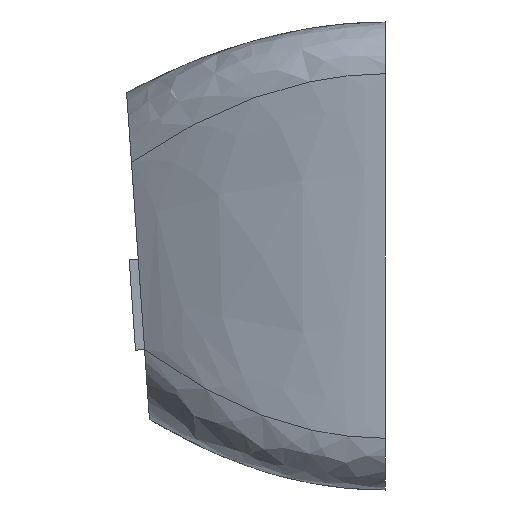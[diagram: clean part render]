
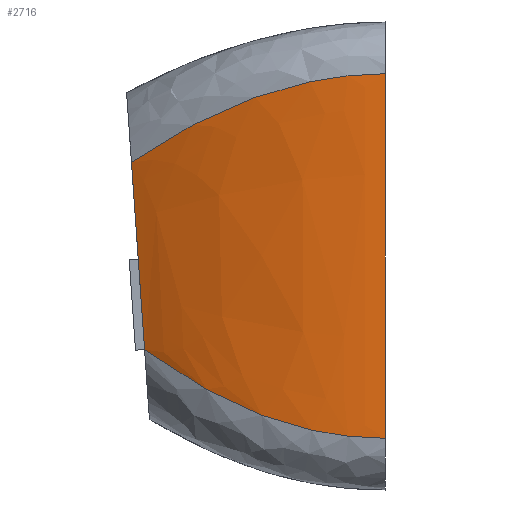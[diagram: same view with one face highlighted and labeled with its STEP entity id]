
A CAD part, left-side view. The second image highlights one B-rep face of the part: STEP entity #2716.
In plain terms, the highlighted free-form (B-spline) face has degree [3, 3] with [4, 4] control points.
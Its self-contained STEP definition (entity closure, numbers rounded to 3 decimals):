
#92=B_SPLINE_CURVE_WITH_KNOTS('',3,(#4733,#4734,#4735,#4736),
 .UNSPECIFIED.,.F.,.F.,(4,4),(0.,1.),.UNSPECIFIED.);
#94=B_SPLINE_CURVE_WITH_KNOTS('',3,(#4757,#4758,#4759,#4760),
 .UNSPECIFIED.,.F.,.F.,(4,4),(0.,1.),.UNSPECIFIED.);
#127=B_SPLINE_SURFACE_WITH_KNOTS('',3,3,((#4741,#4742,#4743,#4744),(#4745,
#4746,#4747,#4748),(#4749,#4750,#4751,#4752),(#4753,#4754,#4755,#4756)),
 .UNSPECIFIED.,.F.,.F.,.F.,(4,4),(4,4),(0.,1.),(0.,1.),.UNSPECIFIED.);
#201=FACE_OUTER_BOUND('',#353,.T.);
#353=EDGE_LOOP('',(#2105,#2106,#2107,#2108));
#565=LINE('',#4684,#884);
#572=LINE('',#4712,#891);
#884=VECTOR('',#3161,10.);
#891=VECTOR('',#3184,10.);
#1193=VERTEX_POINT('',#4681);
#1194=VERTEX_POINT('',#4683);
#1201=VERTEX_POINT('',#4698);
#1207=VERTEX_POINT('',#4710);
#1516=EDGE_CURVE('',#1193,#1194,#565,.T.);
#1530=EDGE_CURVE('',#1201,#1207,#572,.T.);
#1531=EDGE_CURVE('',#1201,#1193,#92,.T.);
#1533=EDGE_CURVE('',#1207,#1194,#94,.T.);
#2105=ORIENTED_EDGE('',*,*,#1530,.T.);
#2106=ORIENTED_EDGE('',*,*,#1533,.T.);
#2107=ORIENTED_EDGE('',*,*,#1516,.F.);
#2108=ORIENTED_EDGE('',*,*,#1531,.F.);
#2716=ADVANCED_FACE('',(#201),#127,.T.);
#3161=DIRECTION('',(0.,0.,-1.));
#3184=DIRECTION('',(0.,-0.07,-0.998));
#4681=CARTESIAN_POINT('',(0.,0.,16.1));
#4683=CARTESIAN_POINT('',(0.,0.,2.));
#4684=CARTESIAN_POINT('',(0.,0.,16.1));
#4698=CARTESIAN_POINT('',(2.7,9.82,12.669));
#4710=CARTESIAN_POINT('',(2.7,9.314,5.431));
#4712=CARTESIAN_POINT('',(2.7,9.82,12.669));
#4733=CARTESIAN_POINT('Ctrl Pts',(2.7,9.82,12.669));
#4734=CARTESIAN_POINT('Ctrl Pts',(0.9,6.547,14.956));
#4735=CARTESIAN_POINT('Ctrl Pts',(0.,3.189,
16.1));
#4736=CARTESIAN_POINT('Ctrl Pts',(0.,0.,16.1));
#4741=CARTESIAN_POINT('Ctrl Pts',(2.7,9.82,12.669));
#4742=CARTESIAN_POINT('Ctrl Pts',(0.9,6.547,14.956));
#4743=CARTESIAN_POINT('Ctrl Pts',(0.,3.189,
16.1));
#4744=CARTESIAN_POINT('Ctrl Pts',(0.,0.,16.1));
#4745=CARTESIAN_POINT('Ctrl Pts',(2.7,9.722,11.259));
#4746=CARTESIAN_POINT('Ctrl Pts',(0.939,6.481,13.324));
#4747=CARTESIAN_POINT('Ctrl Pts',(0.,3.189,
15.053));
#4748=CARTESIAN_POINT('Ctrl Pts',(0.,0.,15.053));
#4749=CARTESIAN_POINT('Ctrl Pts',(2.7,9.413,6.841));
#4750=CARTESIAN_POINT('Ctrl Pts',(0.939,6.275,4.776));
#4751=CARTESIAN_POINT('Ctrl Pts',(0.,3.189,
3.047));
#4752=CARTESIAN_POINT('Ctrl Pts',(0.,0.,3.047));
#4753=CARTESIAN_POINT('Ctrl Pts',(2.7,9.314,5.431));
#4754=CARTESIAN_POINT('Ctrl Pts',(0.9,6.209,3.144));
#4755=CARTESIAN_POINT('Ctrl Pts',(0.,3.189,
2.));
#4756=CARTESIAN_POINT('Ctrl Pts',(0.,0.,2.));
#4757=CARTESIAN_POINT('Ctrl Pts',(2.7,9.314,5.431));
#4758=CARTESIAN_POINT('Ctrl Pts',(0.9,6.209,3.144));
#4759=CARTESIAN_POINT('Ctrl Pts',(0.,3.189,
2.));
#4760=CARTESIAN_POINT('Ctrl Pts',(0.,0.,2.));
